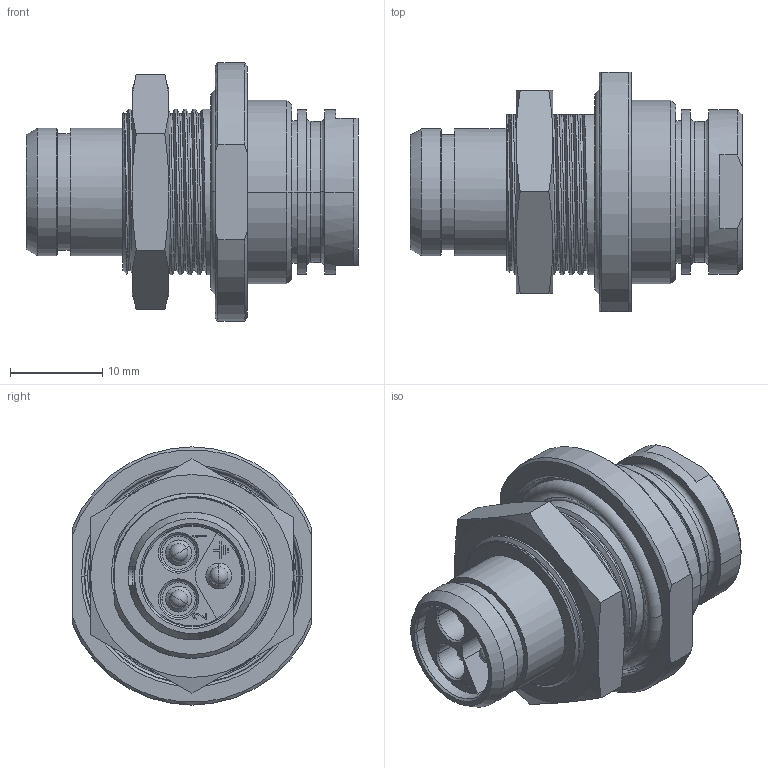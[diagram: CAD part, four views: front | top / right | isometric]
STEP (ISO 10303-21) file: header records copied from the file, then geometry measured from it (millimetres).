
FILE_DESCRIPTION((''),'2;1');
FILE_NAME('1331EVR103MZ','2024-07-17T11:13:04',('paultorloting'),('NET AG system integration'),'CREO PARAMETRIC BY PTC INC, 2021404','CREO PARAMETRIC BY PTC INC, 2021404','');
FILE_SCHEMA(('AUTOMOTIVE_DESIGN { 1 0 10303 214 1 1 1 1 }'));
Length unit declared in the file: millimetre
Products named in the file (1): 1331EVR103MZ
Bounding box: 36 x 26 x 28 mm (x, y, z)
Volume: 6951.9 mm3; surface area: 8882.6 mm2
Topology: 1 solids, 1 shells, 414 faces, 1092 edges, 685 vertices
Faces by surface type: plane 162, cylinder 113, cone 69, torus 33, bspline 31, sphere 6
Entity records: 20261 total; most frequent: CARTESIAN_POINT 8407, ORIENTED_EDGE 2160, DIRECTION 1939, EDGE_CURVE 1080, AXIS2_PLACEMENT_3D 715, VERTEX_POINT 685, VECTOR 506, LINE 506
